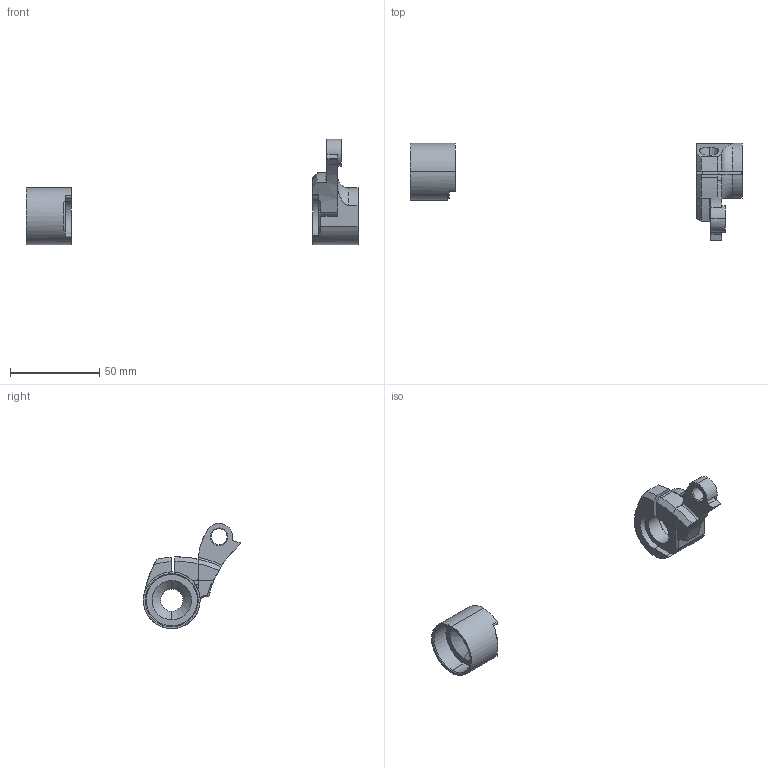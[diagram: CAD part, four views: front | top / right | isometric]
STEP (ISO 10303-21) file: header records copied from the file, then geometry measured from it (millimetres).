
FILE_DESCRIPTION (( 'STEP AP214' ), '1' );
FILE_NAME ('DR2092.STEP', '2016-08-19T16:09:29', ( '' ), ( '' ), 'SwSTEP 2.0', 'SolidWorks 2016', '' );
FILE_SCHEMA (( 'AUTOMOTIVE_DESIGN' ));
Length unit declared in the file: millimetre
Products named in the file (4): DR4090; DR2092R; DR2092L; DR2092
Assembly tree (3 placements, depth 2):
  DR2092
    DR2092L
    DR2092R
    DR4090
Bounding box: 185.8 x 54.41 x 58.87 mm (x, y, z)
Volume: 23966.7 mm3; surface area: 14561.8 mm2
Topology: 3 solids, 3 shells, 118 faces, 303 edges, 194 vertices
Faces by surface type: cylinder 47, plane 33, cone 24, bspline 7, torus 7
Entity records: 4256 total; most frequent: CARTESIAN_POINT 1210, DIRECTION 631, ORIENTED_EDGE 602, EDGE_CURVE 301, AXIS2_PLACEMENT_3D 254, VERTEX_POINT 194, CIRCLE 137, EDGE_LOOP 131
